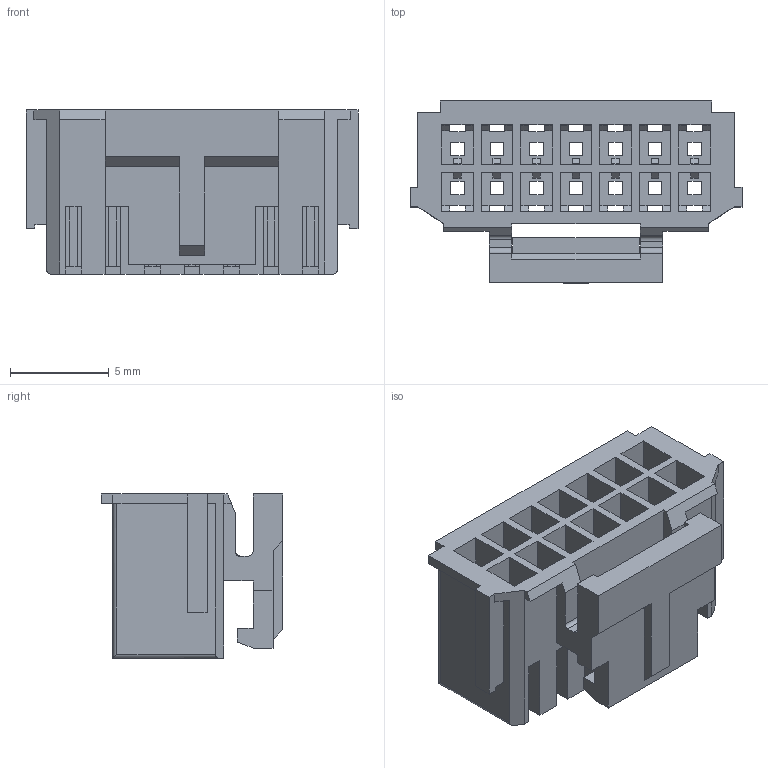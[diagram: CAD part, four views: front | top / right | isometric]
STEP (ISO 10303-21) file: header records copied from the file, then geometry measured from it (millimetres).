
FILE_DESCRIPTION((''),'2;1');
FILE_NAME('FHG20007-D16_REF','2023-11-21T',('工程三'),(''),'PRO/ENGINEER BY PARAMETRIC TECHNOLOGY CORPORATION, 2010280','PRO/ENGINEER BY PARAMETRIC TECHNOLOGY CORPORATION, 2010280','');
FILE_SCHEMA(('CONFIG_CONTROL_DESIGN'));
Length unit declared in the file: millimetre
Products named in the file (1): FHG20007-D16_REF
Bounding box: 16.8 x 9.2 x 8.3 mm (x, y, z)
Volume: 436.6 mm3; surface area: 1577.5 mm2
Topology: 1 solids, 1 shells, 411 faces, 1271 edges, 846 vertices
Faces by surface type: plane 403, cylinder 8
Entity records: 14035 total; most frequent: CARTESIAN_POINT 2554, ORIENTED_EDGE 2542, DIRECTION 2099, EDGE_CURVE 1271, VECTOR 1257, LINE 1257, VERTEX_POINT 846, EDGE_LOOP 453
